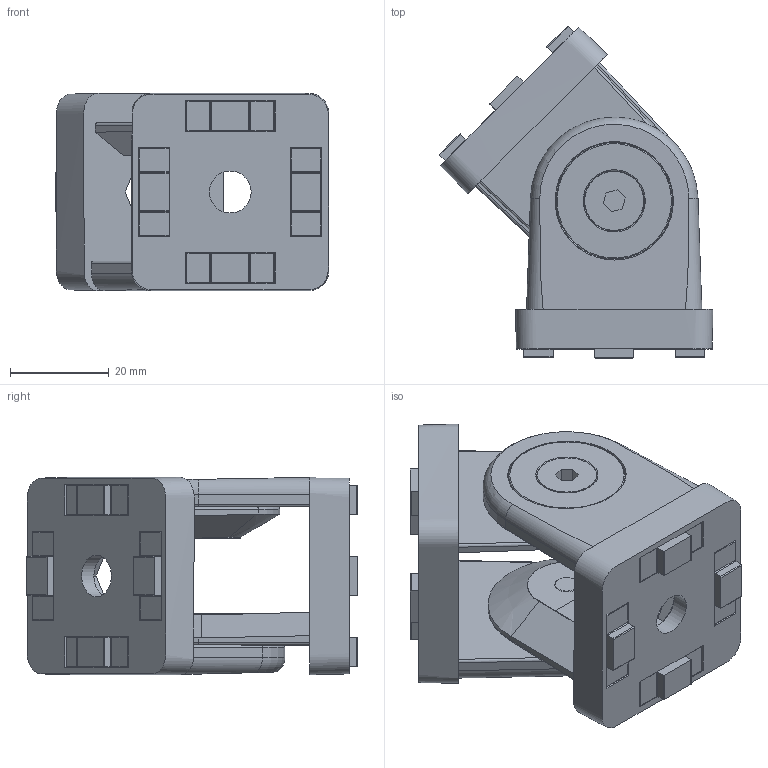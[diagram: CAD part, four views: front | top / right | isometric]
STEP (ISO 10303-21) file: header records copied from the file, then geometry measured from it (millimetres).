
FILE_DESCRIPTION(/* description */ ('STEP AP214'),/* implementation_level */ '2;1');
FILE_NAME(/* name */ '1008593.stp',/* time_stamp */ '2024-04-30T15:57:49+02:00',/* author */ ('b.steehouwer'),/* organization */ ('CADENAS'),/* preprocessor_version */ 'ST-DEVELOPER v18.1',/* originating_system */ 'Autodesk Inventor 2021',/* authorisation */ ' ');
FILE_SCHEMA (('AUTOMOTIVE_DESIGN { 1 0 10303 214 3 1 1 }'));
Length unit declared in the file: millimetre
Products named in the file (1): 1008593
Bounding box: 55.5 x 67.3 x 40 mm (x, y, z)
Volume: 47709.5 mm3; surface area: 30547.3 mm2
Topology: 16 solids, 16 shells, 668 faces, 1774 edges, 1166 vertices
Faces by surface type: plane 334, cylinder 244, torus 50, cone 34, bspline 6
Full cylindrical faces by diameter (mm): 2 x4, 4.917 x2, 6 x2, 6.4 x2, 8.5 x2, 12 x2, 12.2 x2, 13 x2, 16 x2, 23.6 x2, 24 x2, 26 x2
Entity records: 22187 total; most frequent: CARTESIAN_POINT 5283, ORIENTED_EDGE 3548, DIRECTION 3534, EDGE_CURVE 1774, AXIS2_PLACEMENT_3D 1257, VERTEX_POINT 1166, LINE 1020, VECTOR 1020
